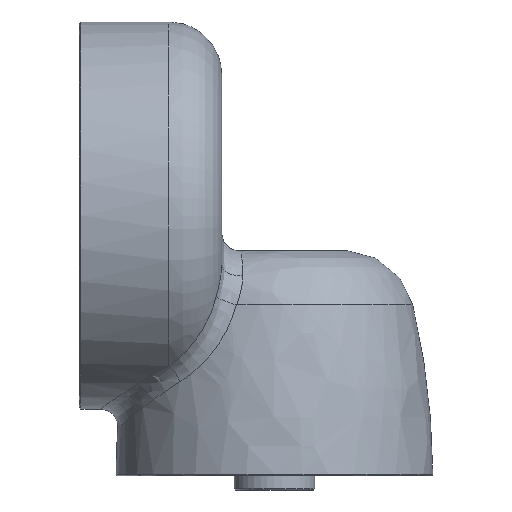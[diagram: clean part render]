
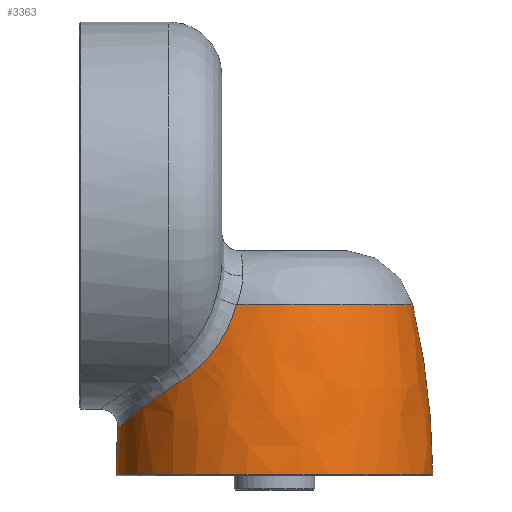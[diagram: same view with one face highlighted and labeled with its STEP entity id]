
A CAD part, left-side view. The second image highlights one B-rep face of the part: STEP entity #3363.
In plain terms, the highlighted free-form (B-spline) face has degree [3, 3] with [7, 4] control points.
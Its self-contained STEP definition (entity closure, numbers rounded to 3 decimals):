
#442=CARTESIAN_POINT('',(0.,0.,-25.389));
#443=DIRECTION('',(0.,0.,-1.));
#444=DIRECTION('',(0.,-1.,0.));
#445=AXIS2_PLACEMENT_3D('',#442,#443,#444);
#450=CARTESIAN_POINT('',(-37.762,10.745,-25.389));
#487=CARTESIAN_POINT('',(-33.86,26.914,-47.281));
#488=CARTESIAN_POINT('',(-34.247,26.357,-46.938));
#489=CARTESIAN_POINT('',(-34.942,25.281,-46.227));
#490=CARTESIAN_POINT('',(-35.77,23.826,-45.145));
#491=CARTESIAN_POINT('',(-36.463,22.442,-44.003));
#492=CARTESIAN_POINT('',(-37.057,21.075,-42.753));
#493=CARTESIAN_POINT('',(-37.556,19.721,-41.382));
#494=CARTESIAN_POINT('',(-37.95,18.411,-39.905));
#495=CARTESIAN_POINT('',(-38.232,17.204,-38.392));
#496=CARTESIAN_POINT('',(-38.417,16.098,-36.856));
#497=CARTESIAN_POINT('',(-38.526,15.005,-35.167));
#498=CARTESIAN_POINT('',(-38.544,13.879,-33.201));
#499=CARTESIAN_POINT('',(-38.445,12.761,-30.94));
#500=CARTESIAN_POINT('',(-38.203,11.693,-28.362));
#501=CARTESIAN_POINT('',(-37.931,11.044,-26.418));
#502=CARTESIAN_POINT('',(-37.762,10.745,-25.389));
#507=CARTESIAN_POINT('',(0.,168.013,-74.5));
#508=DIRECTION('',(-1.,0.,0.));
#509=DIRECTION('',(0.,-1.,0.005));
#510=AXIS2_PLACEMENT_3D('',#507,#508,#509);
#515=CARTESIAN_POINT('',(0.,0.,-73.498));
#516=DIRECTION('',(0.,0.,-1.));
#517=DIRECTION('',(0.,-1.,0.));
#518=AXIS2_PLACEMENT_3D('',#515,#516,#517);
#523=CARTESIAN_POINT('',(0.,-168.013,
-74.5));
#524=DIRECTION('',(1.,0.,0.));
#525=DIRECTION('',(0.,1.,0.005));
#526=AXIS2_PLACEMENT_3D('',#523,#524,#525);
#531=CARTESIAN_POINT('',(0.,44.528,
-60.333));
#532=CARTESIAN_POINT('',(-1.624,44.528,-60.333));
#533=CARTESIAN_POINT('',(-4.683,44.34,-60.173));
#534=CARTESIAN_POINT('',(-8.637,43.686,-59.622));
#535=CARTESIAN_POINT('',(-12.011,42.817,-58.897));
#536=CARTESIAN_POINT('',(-15.119,41.751,-58.02));
#537=CARTESIAN_POINT('',(-18.277,40.374,-56.903));
#538=CARTESIAN_POINT('',(-21.29,38.74,-55.605));
#539=CARTESIAN_POINT('',(-24.011,36.957,-54.227));
#540=CARTESIAN_POINT('',(-26.477,35.056,-52.8));
#541=CARTESIAN_POINT('',(-28.918,32.856,-51.206));
#542=CARTESIAN_POINT('',(-31.379,30.233,-49.393));
#543=CARTESIAN_POINT('',(-33.045,28.089,-48.005));
#544=CARTESIAN_POINT('',(-33.86,26.914,-47.281));
#2340=CARTESIAN_POINT('',(0.,-44.998,-73.498));
#2342=VERTEX_POINT('',#2340);
#2343=CARTESIAN_POINT('',(0.,-39.261,-25.389));
#2344=VERTEX_POINT('',#2343);
#2346=CARTESIAN_POINT('',(0.,44.998,
-73.498));
#2348=VERTEX_POINT('',#2346);
#2479=VERTEX_POINT('',#450);
#2481=VERTEX_POINT('',#487);
#2483=VERTEX_POINT('',#531);
#3325=CARTESIAN_POINT('',(2.826,44.911,-74.469));
#3326=CARTESIAN_POINT('',(2.825,44.909,-57.597));
#3327=CARTESIAN_POINT('',(2.7,42.915,-40.844));
#3328=CARTESIAN_POINT('',(2.451,38.958,-24.444));
#3329=CARTESIAN_POINT('',(-24.813,46.65,
-74.469));
#3330=CARTESIAN_POINT('',(-24.811,46.647,
-57.597));
#3331=CARTESIAN_POINT('',(-23.71,44.577,
-40.844));
#3332=CARTESIAN_POINT('',(-21.524,40.467,
-24.444));
#3333=CARTESIAN_POINT('',(-45.,27.693,
-74.469));
#3334=CARTESIAN_POINT('',(-44.998,27.691,
-57.597));
#3335=CARTESIAN_POINT('',(-43.,26.462,
-40.844));
#3336=CARTESIAN_POINT('',(-39.035,24.022,
-24.444));
#3337=CARTESIAN_POINT('',(-45.,0.,-74.469));
#3338=CARTESIAN_POINT('',(-44.998,0.,-57.597));
#3339=CARTESIAN_POINT('',(-43.,0.,-40.844));
#3340=CARTESIAN_POINT('',(-39.035,0.,-24.444));
#3341=CARTESIAN_POINT('',(-45.,-27.693,
-74.469));
#3342=CARTESIAN_POINT('',(-44.998,-27.691,
-57.597));
#3343=CARTESIAN_POINT('',(-43.,-26.462,
-40.844));
#3344=CARTESIAN_POINT('',(-39.035,-24.022,
-24.444));
#3345=CARTESIAN_POINT('',(-24.813,-46.65,
-74.469));
#3346=CARTESIAN_POINT('',(-24.811,-46.647,
-57.597));
#3347=CARTESIAN_POINT('',(-23.71,-44.577,
-40.844));
#3348=CARTESIAN_POINT('',(-21.524,-40.467,
-24.444));
#3349=CARTESIAN_POINT('',(2.826,-44.911,
-74.469));
#3350=CARTESIAN_POINT('',(2.825,-44.909,
-57.597));
#3351=CARTESIAN_POINT('',(2.7,-42.915,
-40.844));
#3352=CARTESIAN_POINT('',(2.451,-38.958,
-24.444));
#3353=(BOUNDED_SURFACE()B_SPLINE_SURFACE(3,3,((#3325,#3326,#3327,#3328),(#3329,
#3330,#3331,#3332),(#3333,#3334,#3335,#3336),(#3337,#3338,#3339,#3340),(#3341,
#3342,#3343,#3344),(#3345,#3346,#3347,#3348),(#3349,#3350,#3351,#3352)),
.UNSPECIFIED.,.F.,.F.,.F.)B_SPLINE_SURFACE_WITH_KNOTS((4,3,4),(4,4),(0.,1.,
2.),(0.,1.),.UNSPECIFIED.)GEOMETRIC_REPRESENTATION_ITEM()RATIONAL_B_SPLINE_SURFACE(((1.191,1.186,1.186,1.191),(
0.941,0.936,0.936,0.941),(
0.941,0.936,0.936,0.941),(
1.191,1.186,1.186,1.191),(
0.941,0.936,0.936,0.941),(
0.941,0.936,0.936,0.941),(
1.191,1.186,1.186,1.191)))REPRESENTATION_ITEM('')SURFACE());
#3354=ORIENTED_EDGE('',*,*,#3315,.T.);
#3355=ORIENTED_EDGE('',*,*,#3110,.F.);
#3356=ORIENTED_EDGE('',*,*,#2852,.F.);
#3357=ORIENTED_EDGE('',*,*,#2800,.T.);
#3358=ORIENTED_EDGE('',*,*,#2849,.T.);
#3360=ORIENTED_EDGE('',*,*,#3359,.T.);
#3361=EDGE_LOOP('',(#3354,#3355,#3356,#3357,#3358,#3360));
#3362=FACE_OUTER_BOUND('',#3361,.F.);
#446=CIRCLE('',#445,39.261);
#503=B_SPLINE_CURVE_WITH_KNOTS('',3,(#487,#488,#489,#490,#491,#492,#493,#494,
#495,#496,#497,#498,#499,#500,#501,#502),.UNSPECIFIED.,.F.,.F.,(4,1,1,1,1,1,1,1,
1,1,1,1,1,4),(0.,0.077,0.154,0.231,
0.308,0.385,0.462,0.538,
0.615,0.692,0.769,0.846,
0.923,1.),.UNSPECIFIED.);
#511=CIRCLE('',#510,213.013);
#519=CIRCLE('',#518,44.998);
#527=CIRCLE('',#526,213.013);
#545=B_SPLINE_CURVE_WITH_KNOTS('',3,(#531,#532,#533,#534,#535,#536,#537,#538,
#539,#540,#541,#542,#543,#544),.UNSPECIFIED.,.F.,.F.,(4,1,1,1,1,1,1,1,1,1,1,4),(
0.,0.091,0.182,0.273,0.364,
0.455,0.545,0.636,0.727,
0.818,0.909,1.),.UNSPECIFIED.);
#2800=EDGE_CURVE('',#2342,#2348,#519,.T.);
#2849=EDGE_CURVE('',#2348,#2483,#527,.T.);
#2852=EDGE_CURVE('',#2342,#2344,#511,.T.);
#3110=EDGE_CURVE('',#2344,#2479,#446,.T.);
#3315=EDGE_CURVE('',#2481,#2479,#503,.T.);
#3359=EDGE_CURVE('',#2483,#2481,#545,.T.);
#3363=ADVANCED_FACE('',(#3362),#3353,.T.);
